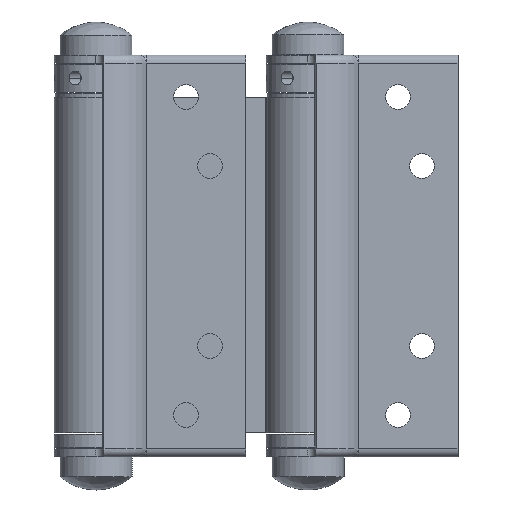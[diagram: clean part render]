
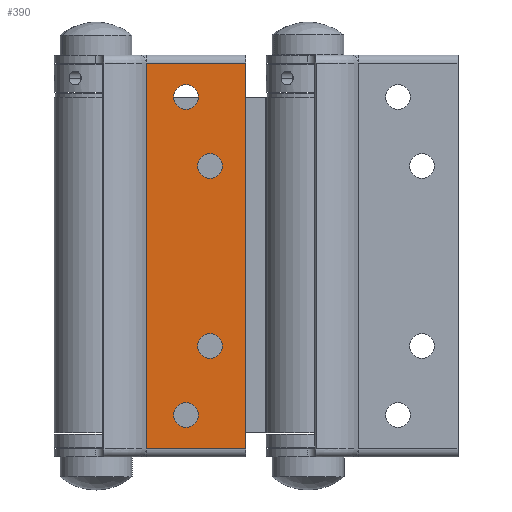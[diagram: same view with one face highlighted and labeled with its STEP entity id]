
A CAD part, front view. The second image highlights one B-rep face of the part: STEP entity #390.
In plain terms, the highlighted face is planar.
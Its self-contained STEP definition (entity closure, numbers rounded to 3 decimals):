
#156 = VERTEX_POINT ( 'NONE', #1572 ) ;
#161 = EDGE_CURVE ( 'NONE', #156, #169, #1643, .T. ) ;
#164 = VERTEX_POINT ( 'NONE', #1610 ) ;
#169 = VERTEX_POINT ( 'NONE', #1593 ) ;
#200 = VERTEX_POINT ( 'NONE', #1664 ) ;
#202 = EDGE_CURVE ( 'NONE', #164, #200, #1681, .T. ) ;
#205 = EDGE_CURVE ( 'NONE', #382, #595, #1624, .T. ) ;
#264 = ORIENTED_EDGE ( 'NONE', *, *, #520, .F. ) ;
#275 = EDGE_CURVE ( 'NONE', #288, #295, #1831, .T. ) ;
#288 = VERTEX_POINT ( 'NONE', #1966 ) ;
#295 = VERTEX_POINT ( 'NONE', #1958 ) ;
#311 = EDGE_CURVE ( 'NONE', #316, #312, #1917, .T. ) ;
#312 = VERTEX_POINT ( 'NONE', #1930 ) ;
#316 = VERTEX_POINT ( 'NONE', #1875 ) ;
#380 = EDGE_LOOP ( 'NONE', ( #391, #264 ) ) ;
#382 = VERTEX_POINT ( 'NONE', #1896 ) ;
#390 = ADVANCED_FACE ( 'NONE', ( #4330, #4258, #4257, #4343, #4266 ), #4276, .T. ) ;
#391 = ORIENTED_EDGE ( 'NONE', *, *, #275, .F. ) ;
#446 = EDGE_CURVE ( 'NONE', #169, #156, #2215, .T. ) ;
#460 = ORIENTED_EDGE ( 'NONE', *, *, #461, .F. ) ;
#461 = EDGE_CURVE ( 'NONE', #312, #316, #2187, .T. ) ;
#462 = ORIENTED_EDGE ( 'NONE', *, *, #566, .T. ) ;
#463 = EDGE_CURVE ( 'NONE', #200, #164, #2049, .T. ) ;
#481 = ORIENTED_EDGE ( 'NONE', *, *, #311, .F. ) ;
#482 = EDGE_LOOP ( 'NONE', ( #481, #460 ) ) ;
#520 = EDGE_CURVE ( 'NONE', #295, #288, #2011, .T. ) ;
#521 = EDGE_LOOP ( 'NONE', ( #536, #539 ) ) ;
#534 = EDGE_LOOP ( 'NONE', ( #540, #543 ) ) ;
#536 = ORIENTED_EDGE ( 'NONE', *, *, #161, .F. ) ;
#537 = EDGE_CURVE ( 'NONE', #595, #545, #2058, .T. ) ;
#538 = EDGE_LOOP ( 'NONE', ( #544, #542, #541, #462 ) ) ;
#539 = ORIENTED_EDGE ( 'NONE', *, *, #446, .F. ) ;
#540 = ORIENTED_EDGE ( 'NONE', *, *, #202, .F. ) ;
#541 = ORIENTED_EDGE ( 'NONE', *, *, #563, .F. ) ;
#542 = ORIENTED_EDGE ( 'NONE', *, *, #537, .T. ) ;
#543 = ORIENTED_EDGE ( 'NONE', *, *, #463, .F. ) ;
#544 = ORIENTED_EDGE ( 'NONE', *, *, #205, .T. ) ;
#545 = VERTEX_POINT ( 'NONE', #2063 ) ;
#563 = EDGE_CURVE ( 'NONE', #564, #545, #2039, .T. ) ;
#564 = VERTEX_POINT ( 'NONE', #2139 ) ;
#566 = EDGE_CURVE ( 'NONE', #564, #382, #2137, .T. ) ;
#595 = VERTEX_POINT ( 'NONE', #2245 ) ;
#1572 = CARTESIAN_POINT ( 'NONE',  ( -22.5, 5., -93.1 ) ) ;
#1578 = CARTESIAN_POINT ( 'NONE',  ( -22.5, 5., -90. ) ) ;
#1579 = AXIS2_PLACEMENT_3D ( 'NONE', #1578, #1607, #1606 ) ;
#1593 = CARTESIAN_POINT ( 'NONE',  ( -22.5, 5., -86.9 ) ) ;
#1606 = DIRECTION ( 'NONE',  ( -1., 0., 0. ) ) ;
#1607 = DIRECTION ( 'NONE',  ( 0., 1., 0. ) ) ;
#1610 = CARTESIAN_POINT ( 'NONE',  ( -28.5, 5., -30.85 ) ) ;
#1621 = DIRECTION ( 'NONE',  ( 0., 0., 1. ) ) ;
#1622 = VECTOR ( 'NONE', #1621, 1000. ) ;
#1623 = CARTESIAN_POINT ( 'NONE',  ( -37.5, 5., -100.5 ) ) ;
#1624 = LINE ( 'NONE', #1623, #1622 ) ;
#1643 = CIRCLE ( 'NONE', #1579, 3.1 ) ;
#1651 = AXIS2_PLACEMENT_3D ( 'NONE', #1677, #1676, #1675 ) ;
#1664 = CARTESIAN_POINT ( 'NONE',  ( -28.5, 5., -24.65 ) ) ;
#1675 = DIRECTION ( 'NONE',  ( -1., 0., 0. ) ) ;
#1676 = DIRECTION ( 'NONE',  ( 0., 1., 0. ) ) ;
#1677 = CARTESIAN_POINT ( 'NONE',  ( -28.5, 5., -27.75 ) ) ;
#1681 = CIRCLE ( 'NONE', #1651, 3.1 ) ;
#1831 = CIRCLE ( 'NONE', #1974, 3.1 ) ;
#1875 = CARTESIAN_POINT ( 'NONE',  ( -28.5, 5., -75.85 ) ) ;
#1885 = DIRECTION ( 'NONE',  ( -1., 0., 0. ) ) ;
#1896 = CARTESIAN_POINT ( 'NONE',  ( -37.5, 5., -98.5 ) ) ;
#1915 = DIRECTION ( 'NONE',  ( 0., 1., 0. ) ) ;
#1916 = AXIS2_PLACEMENT_3D ( 'NONE', #1935, #1915, #1885 ) ;
#1917 = CIRCLE ( 'NONE', #1916, 3.1 ) ;
#1930 = CARTESIAN_POINT ( 'NONE',  ( -28.5, 5., -69.65 ) ) ;
#1935 = CARTESIAN_POINT ( 'NONE',  ( -28.5, 5., -72.75 ) ) ;
#1958 = CARTESIAN_POINT ( 'NONE',  ( -22.5, 5., -7.4 ) ) ;
#1966 = CARTESIAN_POINT ( 'NONE',  ( -22.5, 5., -13.6 ) ) ;
#1971 = DIRECTION ( 'NONE',  ( -1., 0., 0. ) ) ;
#1972 = DIRECTION ( 'NONE',  ( 0., 1., 0. ) ) ;
#1973 = CARTESIAN_POINT ( 'NONE',  ( -22.5, 5., -10.5 ) ) ;
#1974 = AXIS2_PLACEMENT_3D ( 'NONE', #1973, #1972, #1971 ) ;
#1999 = DIRECTION ( 'NONE',  ( 1., 0., 0. ) ) ;
#2003 = CARTESIAN_POINT ( 'NONE',  ( -22.5, 5., -10.5 ) ) ;
#2011 = CIRCLE ( 'NONE', #2019, 3.1 ) ;
#2019 = AXIS2_PLACEMENT_3D ( 'NONE', #2003, #2089, #2088 ) ;
#2037 = VECTOR ( 'NONE', #2136, 1000. ) ;
#2038 = CARTESIAN_POINT ( 'NONE',  ( -12.675, 5., -100.5 ) ) ;
#2039 = LINE ( 'NONE', #2038, #2037 ) ;
#2046 = DIRECTION ( 'NONE',  ( -1., 0., 0. ) ) ;
#2047 = DIRECTION ( 'NONE',  ( 0., 1., 0. ) ) ;
#2048 = CARTESIAN_POINT ( 'NONE',  ( -28.5, 5., -72.75 ) ) ;
#2049 = CIRCLE ( 'NONE', #2115, 3.1 ) ;
#2050 = AXIS2_PLACEMENT_3D ( 'NONE', #2048, #2047, #2046 ) ;
#2058 = LINE ( 'NONE', #2061, #2067 ) ;
#2061 = CARTESIAN_POINT ( 'NONE',  ( -37.5, 5., -2. ) ) ;
#2063 = CARTESIAN_POINT ( 'NONE',  ( -12.675, 5., -2. ) ) ;
#2067 = VECTOR ( 'NONE', #1999, 1000. ) ;
#2088 = DIRECTION ( 'NONE',  ( -1., 0., 0. ) ) ;
#2089 = DIRECTION ( 'NONE',  ( 0., 1., 0. ) ) ;
#2114 = DIRECTION ( 'NONE',  ( -1., 0., 0. ) ) ;
#2115 = AXIS2_PLACEMENT_3D ( 'NONE', #2188, #2199, #2114 ) ;
#2131 = DIRECTION ( 'NONE',  ( -1., 0., 0. ) ) ;
#2132 = VECTOR ( 'NONE', #2131, 1000. ) ;
#2133 = CARTESIAN_POINT ( 'NONE',  ( -37.5, 5., -98.5 ) ) ;
#2136 = DIRECTION ( 'NONE',  ( 0., 0., 1. ) ) ;
#2137 = LINE ( 'NONE', #2133, #2132 ) ;
#2139 = CARTESIAN_POINT ( 'NONE',  ( -12.675, 5., -98.5 ) ) ;
#2187 = CIRCLE ( 'NONE', #2050, 3.1 ) ;
#2188 = CARTESIAN_POINT ( 'NONE',  ( -28.5, 5., -27.75 ) ) ;
#2199 = DIRECTION ( 'NONE',  ( 0., 1., 0. ) ) ;
#2211 = DIRECTION ( 'NONE',  ( -1., 0., 0. ) ) ;
#2212 = DIRECTION ( 'NONE',  ( 0., 1., 0. ) ) ;
#2213 = CARTESIAN_POINT ( 'NONE',  ( -22.5, 5., -90. ) ) ;
#2214 = AXIS2_PLACEMENT_3D ( 'NONE', #2213, #2212, #2211 ) ;
#2215 = CIRCLE ( 'NONE', #2214, 3.1 ) ;
#2245 = CARTESIAN_POINT ( 'NONE',  ( -37.5, 5., -2. ) ) ;
#4257 = FACE_BOUND ( 'NONE', #521, .T. ) ;
#4258 = FACE_BOUND ( 'NONE', #482, .T. ) ;
#4259 = AXIS2_PLACEMENT_3D ( 'NONE', #4265, #4260, #4268 ) ;
#4260 = DIRECTION ( 'NONE',  ( 0., 1., 0. ) ) ;
#4265 = CARTESIAN_POINT ( 'NONE',  ( -37.5, 5., -100.5 ) ) ;
#4266 = FACE_OUTER_BOUND ( 'NONE', #538, .T. ) ;
#4268 = DIRECTION ( 'NONE',  ( -1., 0., 0. ) ) ;
#4276 = PLANE ( 'NONE',  #4259 ) ;
#4330 = FACE_BOUND ( 'NONE', #380, .T. ) ;
#4343 = FACE_BOUND ( 'NONE', #534, .T. ) ;
